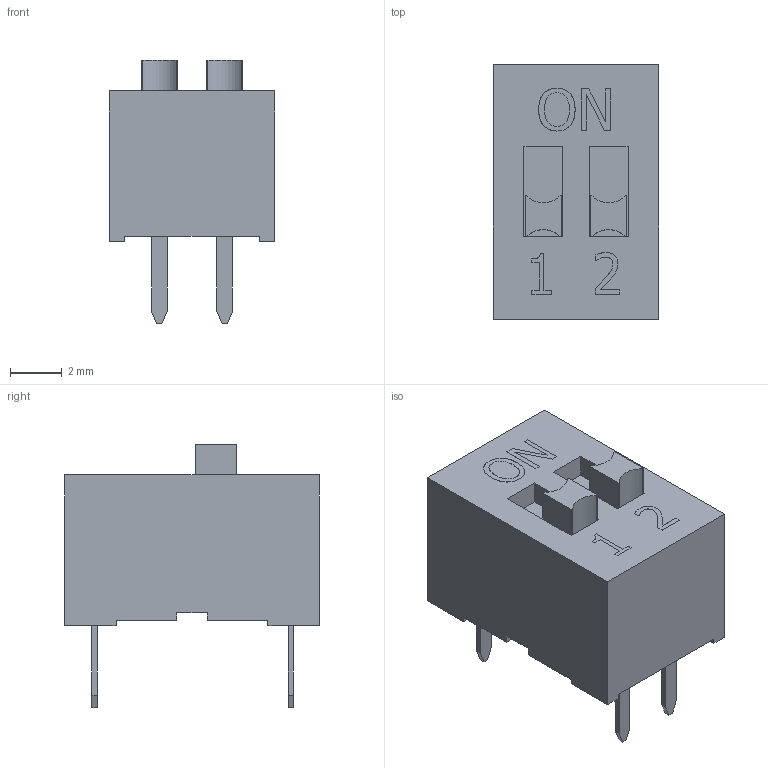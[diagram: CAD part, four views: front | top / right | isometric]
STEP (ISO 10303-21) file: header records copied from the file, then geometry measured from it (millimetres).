
FILE_DESCRIPTION(/* description */ ('','CAx-IF Rec.Pracs.---Representation and Presentation of Product Manufacturing Information (PMI)---4.0---2014-10-13'),/* implementation_level */ '2;1');
FILE_NAME(/* name */ 'KAS1102E.stp',/* time_stamp */ '2018-11-07T16:37:23-06:00',/* author */ ('mwilliams'),/* organization */ (''),/* preprocessor_version */ 'ST-DEVELOPER v17',/* originating_system */ 'Autodesk Inventor 2018',/* authorisation */ '');
FILE_SCHEMA (('AP242_MANAGED_MODEL_BASED_3D_ENGINEERING_MIM_LF { 1 0 10303 442 1 1 4 }'));
Length unit declared in the file: millimetre
Products named in the file (3): N211020; KAS 2 Extended Actuator; KAS TERM 1
Assembly tree (5 placements, depth 2):
  N211020
    KAS 2 Extended Actuator
    KAS TERM 1  x4
Bounding box: 6.44 x 9.9 x 10.25 mm (x, y, z)
Volume: 346.8 mm3; surface area: 406.9 mm2
Topology: 5 solids, 5 shells, 182 faces, 477 edges, 318 vertices
Faces by surface type: plane 153, bspline 25, cylinder 4
Entity records: 4864 total; most frequent: CARTESIAN_POINT 1198, ORIENTED_EDGE 774, DIRECTION 603, EDGE_CURVE 387, LINE 329, VECTOR 329, VERTEX_POINT 258, EDGE_LOOP 159
